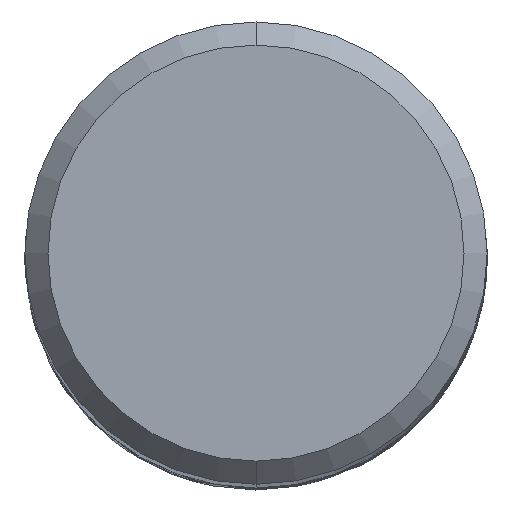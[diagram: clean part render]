
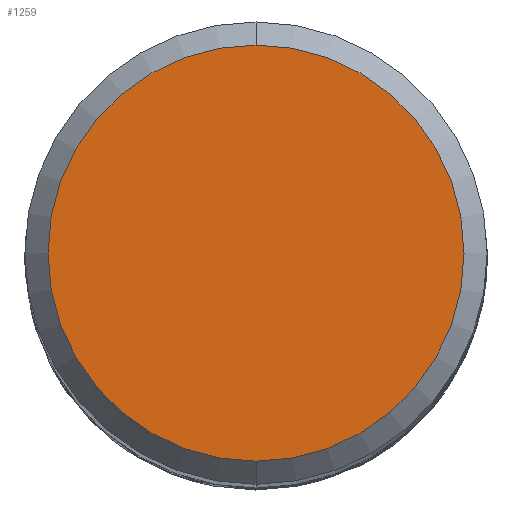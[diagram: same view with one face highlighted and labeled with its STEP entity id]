
A CAD part, top view. The second image highlights one B-rep face of the part: STEP entity #1259.
In plain terms, the highlighted planar face has unit normal (0, 0, 1).
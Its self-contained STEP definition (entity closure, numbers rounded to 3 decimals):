
#695=VERTEX_POINT('',#1874);
#951=EDGE_CURVE('',#1025,#695,#2160,.T.);
#1025=VERTEX_POINT('',#2240);
#1087=EDGE_CURVE('',#695,#1025,#2307,.T.);
#1259=ADVANCED_FACE('',(#2490),#2491,.T.);
#1874=CARTESIAN_POINT('',(0.0,4.5,0.0));
#2160=CIRCLE('',#7193,4.5);
#2240=CARTESIAN_POINT('',(0.,-4.5,0.0));
#2307=CIRCLE('',#9324,4.5);
#2490=FACE_OUTER_BOUND('',#11926,.T.);
#2491=PLANE('',#11927);
#7193=AXIS2_PLACEMENT_3D('',#17586,#17587,#17588);
#9324=AXIS2_PLACEMENT_3D('',#17711,#17712,#17713);
#11926=EDGE_LOOP('',(#17873,#17874));
#11927=AXIS2_PLACEMENT_3D('',#17875,#17876,#17877);
#17586=CARTESIAN_POINT('',(0.0,0.0,0.0));
#17587=DIRECTION('',(0.0,0.0,-1.0));
#17588=DIRECTION('',(0.0,1.0,0.0));
#17711=CARTESIAN_POINT('',(0.0,0.0,0.0));
#17712=DIRECTION('',(0.0,0.0,-1.0));
#17713=DIRECTION('',(0.0,1.0,0.0));
#17873=ORIENTED_EDGE('',*,*,#1087,.F.);
#17874=ORIENTED_EDGE('',*,*,#951,.F.);
#17875=CARTESIAN_POINT('',(0.0,2.25,0.0));
#17876=DIRECTION('',(-0.0,0.0,1.0));
#17877=DIRECTION('',(0.0,-1.0,0.0));
